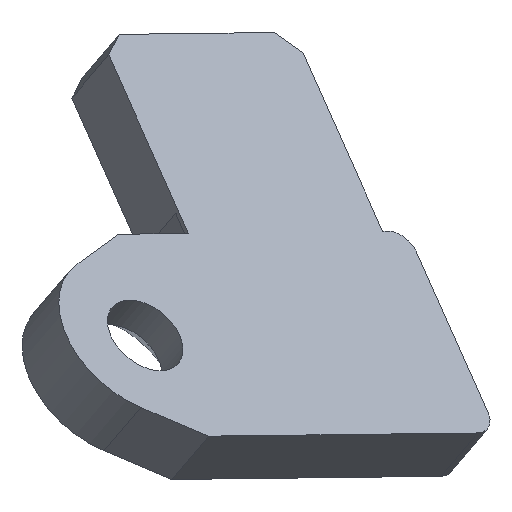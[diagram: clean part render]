
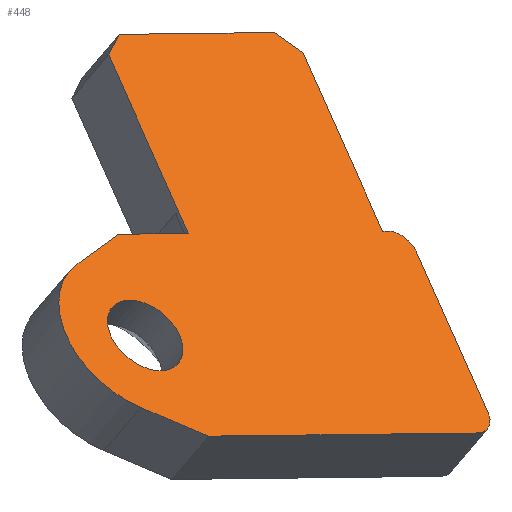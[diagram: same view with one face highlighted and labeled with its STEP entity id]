
A CAD part, isometric view. The second image highlights one B-rep face of the part: STEP entity #448.
In plain terms, the highlighted planar face has unit normal (0.214, -0.485, 0.848).
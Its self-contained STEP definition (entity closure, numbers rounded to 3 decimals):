
#53=CIRCLE('',#481,4.);
#58=CIRCLE('',#489,1.);
#59=CIRCLE('',#490,1.);
#60=CIRCLE('',#491,1.75);
#103=ORIENTED_EDGE('',*,*,#207,.F.);
#104=ORIENTED_EDGE('',*,*,#208,.T.);
#105=ORIENTED_EDGE('',*,*,#209,.F.);
#106=ORIENTED_EDGE('',*,*,#186,.F.);
#107=ORIENTED_EDGE('',*,*,#202,.F.);
#108=ORIENTED_EDGE('',*,*,#199,.F.);
#109=ORIENTED_EDGE('',*,*,#196,.F.);
#110=ORIENTED_EDGE('',*,*,#194,.F.);
#111=ORIENTED_EDGE('',*,*,#210,.T.);
#112=ORIENTED_EDGE('',*,*,#188,.F.);
#113=ORIENTED_EDGE('',*,*,#211,.T.);
#114=ORIENTED_EDGE('',*,*,#182,.F.);
#115=ORIENTED_EDGE('',*,*,#212,.T.);
#116=ORIENTED_EDGE('',*,*,#213,.T.);
#117=ORIENTED_EDGE('',*,*,#214,.T.);
#182=EDGE_CURVE('',#239,#240,#278,.T.);
#186=EDGE_CURVE('',#243,#244,#282,.T.);
#188=EDGE_CURVE('',#245,#246,#284,.T.);
#194=EDGE_CURVE('',#251,#252,#290,.T.);
#196=EDGE_CURVE('',#252,#253,#292,.T.);
#199=EDGE_CURVE('',#253,#255,#53,.T.);
#202=EDGE_CURVE('',#255,#243,#296,.T.);
#207=EDGE_CURVE('',#258,#259,#298,.F.);
#208=EDGE_CURVE('',#258,#260,#299,.F.);
#209=EDGE_CURVE('',#244,#260,#300,.F.);
#210=EDGE_CURVE('',#251,#246,#58,.F.);
#211=EDGE_CURVE('',#245,#240,#59,.F.);
#212=EDGE_CURVE('',#239,#261,#301,.T.);
#213=EDGE_CURVE('',#261,#259,#302,.T.);
#214=EDGE_CURVE('',#262,#262,#60,.T.);
#239=VERTEX_POINT('',#657);
#240=VERTEX_POINT('',#659);
#243=VERTEX_POINT('',#665);
#244=VERTEX_POINT('',#667);
#245=VERTEX_POINT('',#671);
#246=VERTEX_POINT('',#672);
#251=VERTEX_POINT('',#683);
#252=VERTEX_POINT('',#685);
#253=VERTEX_POINT('',#689);
#255=VERTEX_POINT('',#695);
#258=VERTEX_POINT('',#709);
#259=VERTEX_POINT('',#710);
#260=VERTEX_POINT('',#712);
#261=VERTEX_POINT('',#717);
#262=VERTEX_POINT('',#720);
#278=LINE('',#658,#326);
#282=LINE('',#666,#330);
#284=LINE('',#670,#332);
#290=LINE('',#684,#338);
#292=LINE('',#688,#340);
#296=LINE('',#700,#344);
#298=LINE('',#708,#346);
#299=LINE('',#711,#347);
#300=LINE('',#713,#348);
#301=LINE('',#716,#349);
#302=LINE('',#718,#350);
#326=VECTOR('',#529,1000.);
#330=VECTOR('',#533,1000.);
#332=VECTOR('',#537,1000.);
#338=VECTOR('',#545,1000.);
#340=VECTOR('',#549,1000.);
#344=VECTOR('',#561,1000.);
#346=VECTOR('',#573,1000.);
#347=VECTOR('',#574,1000.);
#348=VECTOR('',#575,1000.);
#349=VECTOR('',#580,1000.);
#350=VECTOR('',#581,1000.);
#380=EDGE_LOOP('',(#103,#104,#105,#106,#107,#108,#109,#110,#111,#112,#113,
#114,#115,#116));
#381=EDGE_LOOP('',(#117));
#406=FACE_BOUND('',#380,.T.);
#407=FACE_BOUND('',#381,.T.);
#430=PLANE('',#488);
#448=ADVANCED_FACE('',(#406,#407),#430,.F.);
#481=AXIS2_PLACEMENT_3D('',#694,#554,#555);
#488=AXIS2_PLACEMENT_3D('',#707,#571,#572);
#489=AXIS2_PLACEMENT_3D('',#714,#576,#577);
#490=AXIS2_PLACEMENT_3D('',#715,#578,#579);
#491=AXIS2_PLACEMENT_3D('',#719,#582,#583);
#529=DIRECTION('',(0.916,-0.201,-0.346));
#533=DIRECTION('',(0.916,-0.201,-0.346));
#537=DIRECTION('',(-0.338,-0.851,-0.401));
#545=DIRECTION('',(-0.916,0.201,0.346));
#549=DIRECTION('',(-0.657,0.571,0.492));
#554=DIRECTION('',(-0.214,0.485,-0.848));
#555=DIRECTION('',(-0.916,0.201,0.346));
#561=DIRECTION('',(0.969,0.215,-0.122));
#571=DIRECTION('',(-0.214,0.485,-0.848));
#572=DIRECTION('',(0.,0.868,0.496));
#573=DIRECTION('',(-0.916,0.201,0.346));
#574=DIRECTION('',(0.887,0.46,0.039));
#575=DIRECTION('',(-0.338,-0.851,-0.401));
#576=DIRECTION('',(-0.214,0.485,-0.848));
#577=DIRECTION('',(0.,0.868,0.496));
#578=DIRECTION('',(-0.214,0.485,-0.848));
#579=DIRECTION('',(0.,0.868,0.496));
#580=DIRECTION('',(0.338,0.851,0.401));
#581=DIRECTION('',(-0.409,0.744,0.529));
#582=DIRECTION('',(-0.214,0.485,-0.848));
#583=DIRECTION('',(0.,0.868,0.496));
#657=CARTESIAN_POINT('',(14.042,-60.601,26.385));
#658=CARTESIAN_POINT('',(3.825,-58.359,30.245));
#659=CARTESIAN_POINT('',(14.271,-60.651,26.298));
#665=CARTESIAN_POINT('',(1.711,-57.896,31.044));
#666=CARTESIAN_POINT('',(3.825,-58.359,30.245));
#667=CARTESIAN_POINT('',(4.97,-58.611,29.813));
#670=CARTESIAN_POINT('',(15.594,-59.831,26.433));
#671=CARTESIAN_POINT('',(14.849,-61.703,25.551));
#672=CARTESIAN_POINT('',(12.142,-68.513,22.341));
#683=CARTESIAN_POINT('',(10.888,-69.163,22.286));
#684=CARTESIAN_POINT('',(11.804,-69.364,21.939));
#685=CARTESIAN_POINT('',(-1.672,-66.407,27.031));
#688=CARTESIAN_POINT('',(0.035,-67.892,25.751));
#689=CARTESIAN_POINT('',(-3.738,-64.611,28.58));
#694=CARTESIAN_POINT('',(-0.845,-61.962,29.364));
#695=CARTESIAN_POINT('',(-1.336,-58.57,31.427));
#700=CARTESIAN_POINT('',(-1.336,-58.57,31.427));
#707=CARTESIAN_POINT('',(-0.845,-61.962,29.364));
#708=CARTESIAN_POINT('',(18.52,-52.468,29.904));
#709=CARTESIAN_POINT('',(9.219,-50.427,33.419));
#710=CARTESIAN_POINT('',(16.459,-52.016,30.683));
#711=CARTESIAN_POINT('',(9.219,-50.427,33.419));
#712=CARTESIAN_POINT('',(7.965,-51.078,33.364));
#713=CARTESIAN_POINT('',(4.903,-58.781,29.732));
#714=CARTESIAN_POINT('',(11.226,-68.312,22.687));
#715=CARTESIAN_POINT('',(13.933,-61.502,25.897));
#716=CARTESIAN_POINT('',(15.734,-56.345,28.391));
#717=CARTESIAN_POINT('',(17.037,-53.068,29.936));
#718=CARTESIAN_POINT('',(17.037,-53.068,29.936));
#719=CARTESIAN_POINT('',(-0.845,-61.962,29.364));
#720=CARTESIAN_POINT('',(-0.845,-60.443,30.233));
